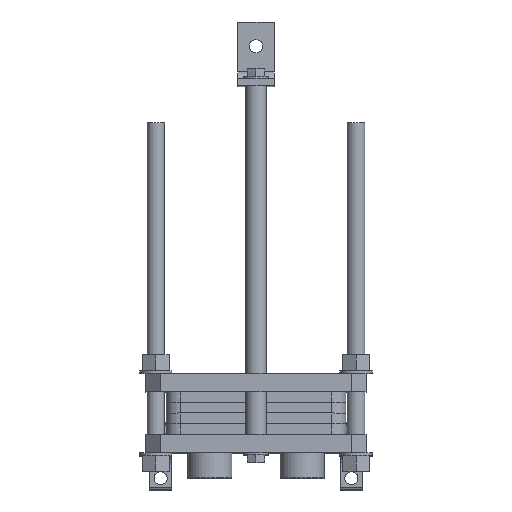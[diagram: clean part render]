
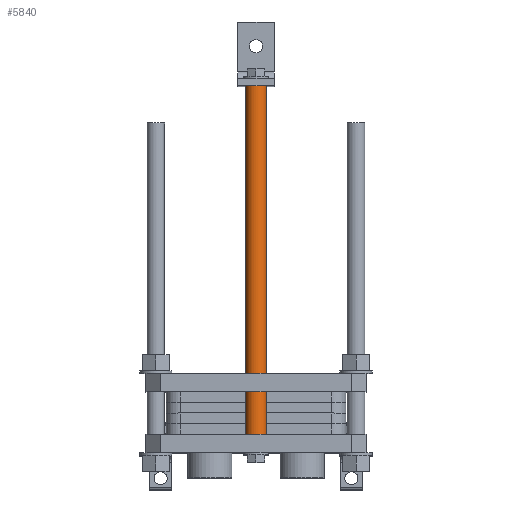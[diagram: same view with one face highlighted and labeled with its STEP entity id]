
A CAD part, top view. The second image highlights one B-rep face of the part: STEP entity #5840.
In plain terms, the highlighted cylindrical face has radius 14 mm (diameter 28 mm), a full revolution.
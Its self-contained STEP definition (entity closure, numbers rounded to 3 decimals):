
#391=CYLINDRICAL_SURFACE('',#6249,14.);
#495=FACE_BOUND('',#1343,.T.);
#568=CIRCLE('',#6065,14.);
#613=CIRCLE('',#6233,14.);
#963=FACE_OUTER_BOUND('',#1342,.T.);
#1342=EDGE_LOOP('',(#4878));
#1343=EDGE_LOOP('',(#4879));
#2892=VERTEX_POINT('',#8630);
#3062=VERTEX_POINT('',#9177);
#3434=EDGE_CURVE('',#2892,#2892,#568,.T.);
#3688=EDGE_CURVE('',#3062,#3062,#613,.T.);
#4878=ORIENTED_EDGE('',*,*,#3434,.F.);
#4879=ORIENTED_EDGE('',*,*,#3688,.F.);
#5840=ADVANCED_FACE('',(#963,#495),#391,.T.);
#6065=AXIS2_PLACEMENT_3D('',#8631,#6856,#6857);
#6233=AXIS2_PLACEMENT_3D('',#9178,#7401,#7402);
#6249=AXIS2_PLACEMENT_3D('',#9230,#7454,#7455);
#6856=DIRECTION('center_axis',(0.,-1.,0.));
#6857=DIRECTION('ref_axis',(-1.,0.,0.));
#7401=DIRECTION('center_axis',(0.,1.,0.));
#7402=DIRECTION('ref_axis',(-1.,0.,0.));
#7454=DIRECTION('center_axis',(0.,1.,0.));
#7455=DIRECTION('ref_axis',(-1.,0.,0.));
#8630=CARTESIAN_POINT('',(14.,0.,573.));
#8631=CARTESIAN_POINT('Origin',(0.,0.,
573.));
#9177=CARTESIAN_POINT('',(14.,475.,573.));
#9178=CARTESIAN_POINT('Origin',(0.,475.,573.));
#9230=CARTESIAN_POINT('Origin',(0.,-125.,573.));
